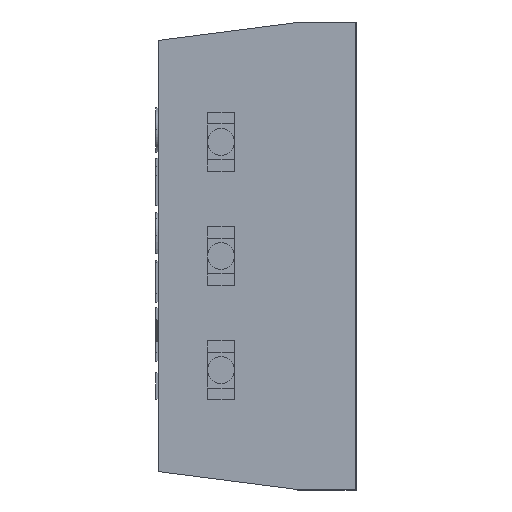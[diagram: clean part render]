
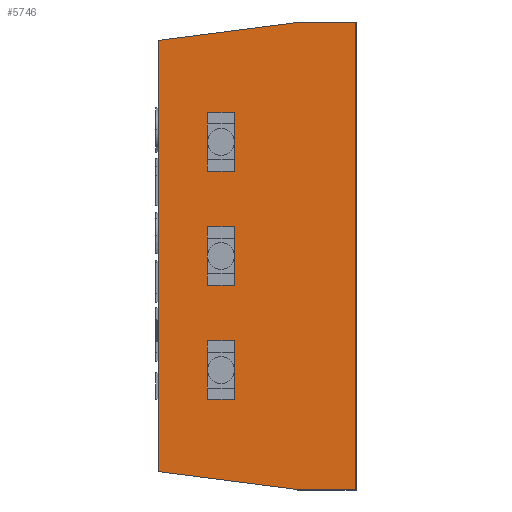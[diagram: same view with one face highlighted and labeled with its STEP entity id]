
A CAD part, front view. The second image highlights one B-rep face of the part: STEP entity #5746.
In plain terms, the highlighted planar face has unit normal (0, -1, 0).
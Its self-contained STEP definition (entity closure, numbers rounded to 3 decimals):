
#74 = VECTOR ( 'NONE', #2649, 1000. ) ;
#259 = DIRECTION ( 'NONE',  ( -1., 0., 0. ) ) ;
#295 = CARTESIAN_POINT ( 'NONE',  ( 0.3, 0., 3.31 ) ) ;
#315 = CARTESIAN_POINT ( 'NONE',  ( -1.4, 0., 10. ) ) ;
#420 = ORIENTED_EDGE ( 'NONE', *, *, #1310, .T. ) ;
#437 = LINE ( 'NONE', #6581, #3528 ) ;
#446 = EDGE_CURVE ( 'NONE', #5543, #4676, #437, .T. ) ;
#464 = VERTEX_POINT ( 'NONE', #6359 ) ;
#497 = CARTESIAN_POINT ( 'NONE',  ( -1.4, 0., 0. ) ) ;
#648 = DIRECTION ( 'NONE',  ( -1., 0., 0. ) ) ;
#654 = DIRECTION ( 'NONE',  ( 0., 0., -1. ) ) ;
#687 = CARTESIAN_POINT ( 'NONE',  ( 0.3, 0., 8.39 ) ) ;
#835 = VECTOR ( 'NONE', #994, 1000. ) ;
#928 = FACE_BOUND ( 'NONE', #1762, .T. ) ;
#946 = AXIS2_PLACEMENT_3D ( 'NONE', #7141, #6555, #5961 ) ;
#990 = ORIENTED_EDGE ( 'NONE', *, *, #2760, .T. ) ;
#994 = DIRECTION ( 'NONE',  ( -1., 0., 0. ) ) ;
#1130 = LINE ( 'NONE', #3747, #4030 ) ;
#1146 = FACE_BOUND ( 'NONE', #7423, .T. ) ;
#1213 = CARTESIAN_POINT ( 'NONE',  ( -0.3, 0., 8.39 ) ) ;
#1216 = CARTESIAN_POINT ( 'NONE',  ( 0.3, 0., 4.55 ) ) ;
#1257 = LINE ( 'NONE', #6244, #5695 ) ;
#1310 = EDGE_CURVE ( 'NONE', #1778, #1620, #1257, .T. ) ;
#1404 = LINE ( 'NONE', #3798, #74 ) ;
#1413 = VECTOR ( 'NONE', #2495, 1000. ) ;
#1426 = ORIENTED_EDGE ( 'NONE', *, *, #3023, .F. ) ;
#1517 = DIRECTION ( 'NONE',  ( -1., 0., 0. ) ) ;
#1522 = LINE ( 'NONE', #3868, #835 ) ;
#1615 = LINE ( 'NONE', #5833, #2977 ) ;
#1620 = VERTEX_POINT ( 'NONE', #2208 ) ;
#1752 = EDGE_CURVE ( 'NONE', #464, #2588, #5267, .T. ) ;
#1762 = EDGE_LOOP ( 'NONE', ( #2818, #2234, #1988, #6215 ) ) ;
#1778 = VERTEX_POINT ( 'NONE', #3299 ) ;
#1805 = LINE ( 'NONE', #497, #3167 ) ;
#1837 = VERTEX_POINT ( 'NONE', #1213 ) ;
#1874 = ORIENTED_EDGE ( 'NONE', *, *, #6925, .F. ) ;
#1878 = LINE ( 'NONE', #3515, #7333 ) ;
#1985 = LINE ( 'NONE', #6940, #5065 ) ;
#1988 = ORIENTED_EDGE ( 'NONE', *, *, #1752, .F. ) ;
#2110 = CARTESIAN_POINT ( 'NONE',  ( -0.3, 0., 5.85 ) ) ;
#2119 = VECTOR ( 'NONE', #259, 1000. ) ;
#2143 = EDGE_CURVE ( 'NONE', #4654, #4563, #1805, .T. ) ;
#2208 = CARTESIAN_POINT ( 'NONE',  ( 1.7, 0., 10.4 ) ) ;
#2213 = VERTEX_POINT ( 'NONE', #4305 ) ;
#2234 = ORIENTED_EDGE ( 'NONE', *, *, #6214, .T. ) ;
#2285 = DIRECTION ( 'NONE',  ( 0., 0., 1. ) ) ;
#2293 = ORIENTED_EDGE ( 'NONE', *, *, #6162, .F. ) ;
#2328 = DIRECTION ( 'NONE',  ( 0.992, 0., -0.128 ) ) ;
#2485 = EDGE_CURVE ( 'NONE', #7380, #2213, #5578, .T. ) ;
#2486 = VECTOR ( 'NONE', #1517, 1000. ) ;
#2495 = DIRECTION ( 'NONE',  ( -1., 0., 0. ) ) ;
#2527 = CARTESIAN_POINT ( 'NONE',  ( 2.35, 0., 0. ) ) ;
#2588 = VERTEX_POINT ( 'NONE', #6787 ) ;
#2591 = ORIENTED_EDGE ( 'NONE', *, *, #446, .T. ) ;
#2649 = DIRECTION ( 'NONE',  ( 0., 0., -1. ) ) ;
#2676 = VECTOR ( 'NONE', #2328, 1000. ) ;
#2760 = EDGE_CURVE ( 'NONE', #1620, #4654, #6743, .T. ) ;
#2762 = LINE ( 'NONE', #4309, #1413 ) ;
#2818 = ORIENTED_EDGE ( 'NONE', *, *, #6708, .F. ) ;
#2843 = DIRECTION ( 'NONE',  ( 0., 0., -1. ) ) ;
#2884 = VERTEX_POINT ( 'NONE', #3908 ) ;
#2977 = VECTOR ( 'NONE', #654, 1000. ) ;
#3023 = EDGE_CURVE ( 'NONE', #6642, #1837, #1878, .T. ) ;
#3041 = ORIENTED_EDGE ( 'NONE', *, *, #5291, .T. ) ;
#3052 = ORIENTED_EDGE ( 'NONE', *, *, #2485, .T. ) ;
#3167 = VECTOR ( 'NONE', #7175, 1000. ) ;
#3222 = DIRECTION ( 'NONE',  ( 0., 0., 1. ) ) ;
#3299 = CARTESIAN_POINT ( 'NONE',  ( 3., 0., 10.4 ) ) ;
#3404 = EDGE_CURVE ( 'NONE', #3738, #464, #2762, .T. ) ;
#3442 = ORIENTED_EDGE ( 'NONE', *, *, #4530, .F. ) ;
#3450 = EDGE_CURVE ( 'NONE', #2884, #4676, #1404, .T. ) ;
#3459 = DIRECTION ( 'NONE',  ( -1., 0., 0. ) ) ;
#3479 = CARTESIAN_POINT ( 'NONE',  ( -1.4, 0., 0.4 ) ) ;
#3515 = CARTESIAN_POINT ( 'NONE',  ( -0.3, 0., 8.39 ) ) ;
#3528 = VECTOR ( 'NONE', #3459, 1000. ) ;
#3680 = VERTEX_POINT ( 'NONE', #4399 ) ;
#3738 = VERTEX_POINT ( 'NONE', #295 ) ;
#3747 = CARTESIAN_POINT ( 'NONE',  ( 0.3, 0., 5.85 ) ) ;
#3753 = CARTESIAN_POINT ( 'NONE',  ( 1.7, 0., 10.4 ) ) ;
#3798 = CARTESIAN_POINT ( 'NONE',  ( -0.3, 0., 4.55 ) ) ;
#3865 = EDGE_LOOP ( 'NONE', ( #5418, #2591, #6210, #2293 ) ) ;
#3868 = CARTESIAN_POINT ( 'NONE',  ( 3., 0., 2.01 ) ) ;
#3888 = VECTOR ( 'NONE', #5220, 1000. ) ;
#3908 = CARTESIAN_POINT ( 'NONE',  ( -0.3, 0., 5.85 ) ) ;
#3936 = LINE ( 'NONE', #687, #7044 ) ;
#3980 = ORIENTED_EDGE ( 'NONE', *, *, #2143, .T. ) ;
#3988 = FACE_BOUND ( 'NONE', #3865, .T. ) ;
#4030 = VECTOR ( 'NONE', #3222, 1000. ) ;
#4190 = CARTESIAN_POINT ( 'NONE',  ( 3., 0., 7.09 ) ) ;
#4305 = CARTESIAN_POINT ( 'NONE',  ( 3., 0., 0. ) ) ;
#4309 = CARTESIAN_POINT ( 'NONE',  ( -0.3, 0., 3.31 ) ) ;
#4384 = LINE ( 'NONE', #3479, #2676 ) ;
#4399 = CARTESIAN_POINT ( 'NONE',  ( -0.3, 0., 7.09 ) ) ;
#4405 = PLANE ( 'NONE',  #946 ) ;
#4412 = LINE ( 'NONE', #2110, #2486 ) ;
#4449 = LINE ( 'NONE', #4190, #2119 ) ;
#4487 = CARTESIAN_POINT ( 'NONE',  ( 0.3, 0., 7.09 ) ) ;
#4530 = EDGE_CURVE ( 'NONE', #1778, #2213, #1615, .T. ) ;
#4563 = VERTEX_POINT ( 'NONE', #6502 ) ;
#4580 = VECTOR ( 'NONE', #6015, 1000. ) ;
#4654 = VERTEX_POINT ( 'NONE', #315 ) ;
#4676 = VERTEX_POINT ( 'NONE', #4973 ) ;
#4686 = CARTESIAN_POINT ( 'NONE',  ( 0.3, 0., 5.85 ) ) ;
#4962 = VECTOR ( 'NONE', #2285, 1000. ) ;
#4973 = CARTESIAN_POINT ( 'NONE',  ( -0.3, 0., 4.55 ) ) ;
#5014 = CARTESIAN_POINT ( 'NONE',  ( 0.3, 0., 2.01 ) ) ;
#5065 = VECTOR ( 'NONE', #2843, 1000. ) ;
#5183 = CARTESIAN_POINT ( 'NONE',  ( 0.3, 0., 3.31 ) ) ;
#5220 = DIRECTION ( 'NONE',  ( 0., 0., -1. ) ) ;
#5225 = CARTESIAN_POINT ( 'NONE',  ( -0.3, 0., 2.01 ) ) ;
#5267 = LINE ( 'NONE', #5225, #3888 ) ;
#5291 = EDGE_CURVE ( 'NONE', #5319, #3680, #4449, .T. ) ;
#5294 = DIRECTION ( 'NONE',  ( 0., 0., 1. ) ) ;
#5319 = VERTEX_POINT ( 'NONE', #4487 ) ;
#5355 = FACE_OUTER_BOUND ( 'NONE', #7456, .T. ) ;
#5370 = VERTEX_POINT ( 'NONE', #4686 ) ;
#5418 = ORIENTED_EDGE ( 'NONE', *, *, #6073, .F. ) ;
#5475 = DIRECTION ( 'NONE',  ( -0.992, 0., -0.128 ) ) ;
#5543 = VERTEX_POINT ( 'NONE', #1216 ) ;
#5565 = VECTOR ( 'NONE', #5475, 1000. ) ;
#5578 = LINE ( 'NONE', #2527, #4580 ) ;
#5695 = VECTOR ( 'NONE', #648, 1000. ) ;
#5697 = EDGE_CURVE ( 'NONE', #4563, #7380, #4384, .T. ) ;
#5724 = DIRECTION ( 'NONE',  ( -1., 0., 0. ) ) ;
#5746 = ADVANCED_FACE ( 'NONE', ( #3988, #928, #1146, #5355 ), #4405, .T. ) ;
#5824 = CARTESIAN_POINT ( 'NONE',  ( 1.7, 0., 0. ) ) ;
#5833 = CARTESIAN_POINT ( 'NONE',  ( 3., 0., 0. ) ) ;
#5936 = EDGE_CURVE ( 'NONE', #5319, #6642, #3936, .T. ) ;
#5961 = DIRECTION ( 'NONE',  ( 0., 0., -1. ) ) ;
#6015 = DIRECTION ( 'NONE',  ( 1., 0., 0. ) ) ;
#6073 = EDGE_CURVE ( 'NONE', #5543, #5370, #1130, .T. ) ;
#6162 = EDGE_CURVE ( 'NONE', #5370, #2884, #4412, .T. ) ;
#6184 = VERTEX_POINT ( 'NONE', #5014 ) ;
#6210 = ORIENTED_EDGE ( 'NONE', *, *, #3450, .F. ) ;
#6214 = EDGE_CURVE ( 'NONE', #6184, #2588, #1522, .T. ) ;
#6215 = ORIENTED_EDGE ( 'NONE', *, *, #3404, .F. ) ;
#6244 = CARTESIAN_POINT ( 'NONE',  ( 3., 0., 10.4 ) ) ;
#6246 = CARTESIAN_POINT ( 'NONE',  ( 0.3, 0., 8.39 ) ) ;
#6359 = CARTESIAN_POINT ( 'NONE',  ( -0.3, 0., 3.31 ) ) ;
#6414 = ORIENTED_EDGE ( 'NONE', *, *, #5697, .T. ) ;
#6502 = CARTESIAN_POINT ( 'NONE',  ( -1.4, 0., 0.4 ) ) ;
#6507 = LINE ( 'NONE', #5183, #4962 ) ;
#6555 = DIRECTION ( 'NONE',  ( 0., -1., 0. ) ) ;
#6581 = CARTESIAN_POINT ( 'NONE',  ( 3., 0., 4.55 ) ) ;
#6642 = VERTEX_POINT ( 'NONE', #6246 ) ;
#6682 = ORIENTED_EDGE ( 'NONE', *, *, #5936, .F. ) ;
#6708 = EDGE_CURVE ( 'NONE', #6184, #3738, #6507, .T. ) ;
#6743 = LINE ( 'NONE', #3753, #5565 ) ;
#6787 = CARTESIAN_POINT ( 'NONE',  ( -0.3, 0., 2.01 ) ) ;
#6925 = EDGE_CURVE ( 'NONE', #1837, #3680, #1985, .T. ) ;
#6940 = CARTESIAN_POINT ( 'NONE',  ( -0.3, 0., 7.09 ) ) ;
#7044 = VECTOR ( 'NONE', #5294, 1000. ) ;
#7141 = CARTESIAN_POINT ( 'NONE',  ( 3., 0., 0. ) ) ;
#7175 = DIRECTION ( 'NONE',  ( 0., 0., -1. ) ) ;
#7333 = VECTOR ( 'NONE', #5724, 1000. ) ;
#7380 = VERTEX_POINT ( 'NONE', #5824 ) ;
#7423 = EDGE_LOOP ( 'NONE', ( #6682, #3041, #1874, #1426 ) ) ;
#7456 = EDGE_LOOP ( 'NONE', ( #990, #3980, #6414, #3052, #3442, #420 ) ) ;
